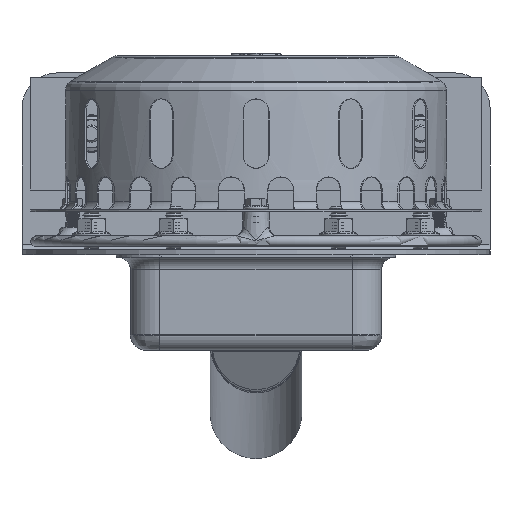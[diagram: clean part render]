
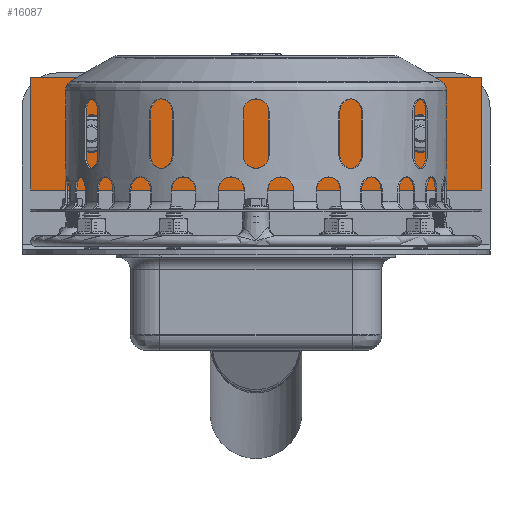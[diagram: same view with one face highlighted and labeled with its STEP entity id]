
A CAD part, left-side view. The second image highlights one B-rep face of the part: STEP entity #16087.
In plain terms, the highlighted planar face has unit normal (-1, 0, 0).
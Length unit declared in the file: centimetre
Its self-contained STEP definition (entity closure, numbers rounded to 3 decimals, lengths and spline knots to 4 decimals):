
#688=FACE_BOUND('',#4285,.T.);
#689=FACE_BOUND('',#4286,.T.);
#1704=CIRCLE('',#18025,8.);
#1705=CIRCLE('',#18027,8.);
#2285=PLANE('',#18030);
#3225=FACE_OUTER_BOUND('',#4284,.T.);
#4284=EDGE_LOOP('',(#14754,#14755,#14756,#14757));
#4285=EDGE_LOOP('',(#14758));
#4286=EDGE_LOOP('',(#14759));
#5345=LINE('',#34834,#6338);
#5348=LINE('',#34839,#6341);
#5351=LINE('',#34855,#6344);
#5353=LINE('',#34858,#6346);
#6338=VECTOR('',#22809,1.);
#6341=VECTOR('',#22814,1.);
#6344=VECTOR('',#22833,1.);
#6346=VECTOR('',#22837,1.);
#7741=VERTEX_POINT('',#34831);
#7742=VERTEX_POINT('',#34833);
#7743=VERTEX_POINT('',#34837);
#7746=VERTEX_POINT('',#34846);
#7747=VERTEX_POINT('',#34850);
#7748=VERTEX_POINT('',#34854);
#10083=EDGE_CURVE('',#7742,#7741,#5345,.T.);
#10086=EDGE_CURVE('',#7741,#7743,#5348,.T.);
#10089=EDGE_CURVE('',#7746,#7746,#1704,.T.);
#10091=EDGE_CURVE('',#7747,#7747,#1705,.T.);
#10093=EDGE_CURVE('',#7748,#7742,#5351,.T.);
#10095=EDGE_CURVE('',#7743,#7748,#5353,.T.);
#14754=ORIENTED_EDGE('',*,*,#10086,.T.);
#14755=ORIENTED_EDGE('',*,*,#10095,.T.);
#14756=ORIENTED_EDGE('',*,*,#10093,.T.);
#14757=ORIENTED_EDGE('',*,*,#10083,.T.);
#14758=ORIENTED_EDGE('',*,*,#10091,.T.);
#14759=ORIENTED_EDGE('',*,*,#10089,.T.);
#16087=ADVANCED_FACE('',(#3225,#688,#689),#2285,.T.);
#18025=AXIS2_PLACEMENT_3D('',#34847,#22823,#22824);
#18027=AXIS2_PLACEMENT_3D('',#34851,#22828,#22829);
#18030=AXIS2_PLACEMENT_3D('',#34859,#22838,#22839);
#22809=DIRECTION('',(0.,-1.,0.));
#22814=DIRECTION('',(0.,0.,1.));
#22823=DIRECTION('center_axis',(1.,0.,0.));
#22824=DIRECTION('ref_axis',(0.,1.,0.));
#22828=DIRECTION('center_axis',(1.,0.,0.));
#22829=DIRECTION('ref_axis',(0.,1.,0.));
#22833=DIRECTION('',(0.,0.,-1.));
#22837=DIRECTION('',(0.,1.,0.));
#22838=DIRECTION('center_axis',(-1.,0.,0.));
#22839=DIRECTION('ref_axis',(0.,1.,0.));
#34831=CARTESIAN_POINT('',(270.,-130.,37.4626));
#34833=CARTESIAN_POINT('',(270.,130.,37.4626));
#34834=CARTESIAN_POINT('',(270.,130.,37.4626));
#34837=CARTESIAN_POINT('',(270.,-130.,102.4626));
#34839=CARTESIAN_POINT('',(270.,-130.,37.4626));
#34846=CARTESIAN_POINT('',(270.,-103.,69.9626));
#34847=CARTESIAN_POINT('Origin',(270.,-95.,69.9626));
#34850=CARTESIAN_POINT('',(270.,87.,69.9626));
#34851=CARTESIAN_POINT('Origin',(270.,95.,69.9626));
#34854=CARTESIAN_POINT('',(270.,130.,102.4626));
#34855=CARTESIAN_POINT('',(270.,130.,102.4626));
#34858=CARTESIAN_POINT('',(270.,-130.,102.4626));
#34859=CARTESIAN_POINT('Origin',(270.,0.,69.9626));
